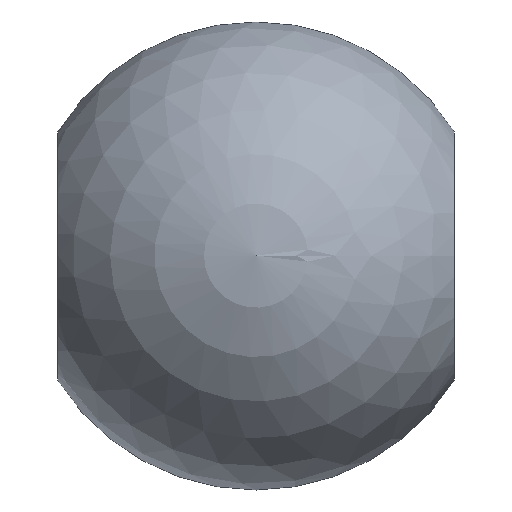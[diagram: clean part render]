
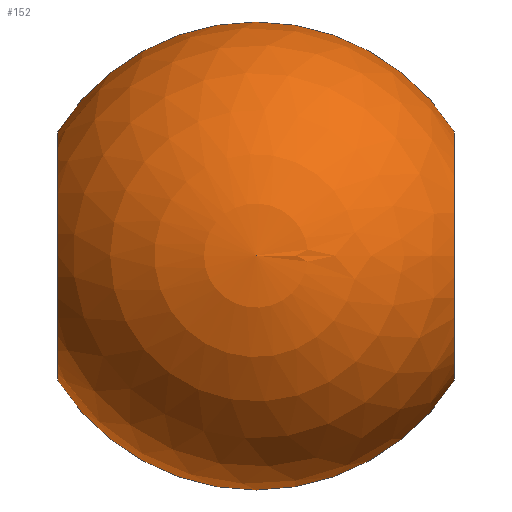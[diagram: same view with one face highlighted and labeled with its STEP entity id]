
A CAD part, top view. The second image highlights one B-rep face of the part: STEP entity #152.
In plain terms, the highlighted spherical face has radius 2.6 mm.
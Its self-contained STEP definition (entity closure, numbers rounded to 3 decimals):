
#5 = DIRECTION ( 'NONE',  ( -1., 0., 0. ) ) ;
#6 = AXIS2_PLACEMENT_3D ( 'NONE', #164, #163, #127 ) ;
#9 = DIRECTION ( 'NONE',  ( 0., 1., 0. ) ) ;
#10 = CARTESIAN_POINT ( 'NONE',  ( 2.2, 0., 0. ) ) ;
#15 = CIRCLE ( 'NONE', #209, 2.6 ) ;
#16 = VERTEX_POINT ( 'NONE', #66 ) ;
#17 = EDGE_LOOP ( 'NONE', ( #48, #235, #91, #151, #180, #125 ) ) ;
#19 = CARTESIAN_POINT ( 'NONE',  ( -2.2, -1.386, 0. ) ) ;
#23 = CARTESIAN_POINT ( 'NONE',  ( 0., 0., 0. ) ) ;
#29 = CARTESIAN_POINT ( 'NONE',  ( 0., -2.6, 0. ) ) ;
#30 = AXIS2_PLACEMENT_3D ( 'NONE', #236, #128, #220 ) ;
#31 = VERTEX_POINT ( 'NONE', #217 ) ;
#38 = VERTEX_POINT ( 'NONE', #29 ) ;
#44 = EDGE_CURVE ( 'NONE', #192, #31, #62, .T. ) ;
#47 = EDGE_CURVE ( 'NONE', #38, #229, #133, .T. ) ;
#48 = ORIENTED_EDGE ( 'NONE', *, *, #185, .F. ) ;
#50 = CARTESIAN_POINT ( 'NONE',  ( -2.2, 0., 0. ) ) ;
#60 = AXIS2_PLACEMENT_3D ( 'NONE', #23, #172, #228 ) ;
#62 = CIRCLE ( 'NONE', #30, 2.6 ) ;
#64 = AXIS2_PLACEMENT_3D ( 'NONE', #10, #149, #9 ) ;
#66 = CARTESIAN_POINT ( 'NONE',  ( -2.2, 1.386, 0. ) ) ;
#67 = AXIS2_PLACEMENT_3D ( 'NONE', #78, #222, #142 ) ;
#73 = CIRCLE ( 'NONE', #120, 1.386 ) ;
#78 = CARTESIAN_POINT ( 'NONE',  ( 0., 0., 0. ) ) ;
#83 = CARTESIAN_POINT ( 'NONE',  ( 0., 0., 0. ) ) ;
#91 = ORIENTED_EDGE ( 'NONE', *, *, #210, .F. ) ;
#96 = DIRECTION ( 'NONE',  ( 0., 0., -1. ) ) ;
#102 = EDGE_CURVE ( 'NONE', #16, #146, #73, .T. ) ;
#110 = DIRECTION ( 'NONE',  ( 1., 0., 0. ) ) ;
#114 = DIRECTION ( 'NONE',  ( 0., 0., -1. ) ) ;
#116 = CIRCLE ( 'NONE', #64, 1.386 ) ;
#120 = AXIS2_PLACEMENT_3D ( 'NONE', #50, #110, #114 ) ;
#125 = ORIENTED_EDGE ( 'NONE', *, *, #102, .T. ) ;
#127 = DIRECTION ( 'NONE',  ( 1., 0., 0. ) ) ;
#128 = DIRECTION ( 'NONE',  ( 0., 0., 1. ) ) ;
#132 = CARTESIAN_POINT ( 'NONE',  ( 2.2, -1.386, 0. ) ) ;
#133 = CIRCLE ( 'NONE', #6, 2.6 ) ;
#141 = SPHERICAL_SURFACE ( 'NONE', #67, 2.6 ) ;
#142 = DIRECTION ( 'NONE',  ( 1., 0., 0. ) ) ;
#146 = VERTEX_POINT ( 'NONE', #19 ) ;
#149 = DIRECTION ( 'NONE',  ( 1., 0., 0. ) ) ;
#150 = CIRCLE ( 'NONE', #60, 2.6 ) ;
#151 = ORIENTED_EDGE ( 'NONE', *, *, #44, .T. ) ;
#152 = ADVANCED_FACE ( 'NONE', ( #230 ), #141, .T. ) ;
#161 = EDGE_CURVE ( 'NONE', #16, #31, #150, .T. ) ;
#163 = DIRECTION ( 'NONE',  ( 0., 0., 1. ) ) ;
#164 = CARTESIAN_POINT ( 'NONE',  ( 0., 0., 0. ) ) ;
#172 = DIRECTION ( 'NONE',  ( 0., 0., -1. ) ) ;
#180 = ORIENTED_EDGE ( 'NONE', *, *, #161, .F. ) ;
#185 = EDGE_CURVE ( 'NONE', #38, #146, #15, .T. ) ;
#192 = VERTEX_POINT ( 'NONE', #224 ) ;
#209 = AXIS2_PLACEMENT_3D ( 'NONE', #83, #96, #5 ) ;
#210 = EDGE_CURVE ( 'NONE', #192, #229, #116, .T. ) ;
#217 = CARTESIAN_POINT ( 'NONE',  ( 0., 2.6, 0. ) ) ;
#220 = DIRECTION ( 'NONE',  ( 1., 0., 0. ) ) ;
#222 = DIRECTION ( 'NONE',  ( 0., 0., -1. ) ) ;
#224 = CARTESIAN_POINT ( 'NONE',  ( 2.2, 1.386, 0. ) ) ;
#228 = DIRECTION ( 'NONE',  ( -1., 0., 0. ) ) ;
#229 = VERTEX_POINT ( 'NONE', #132 ) ;
#230 = FACE_OUTER_BOUND ( 'NONE', #17, .T. ) ;
#235 = ORIENTED_EDGE ( 'NONE', *, *, #47, .T. ) ;
#236 = CARTESIAN_POINT ( 'NONE',  ( 0., 0., 0. ) ) ;
